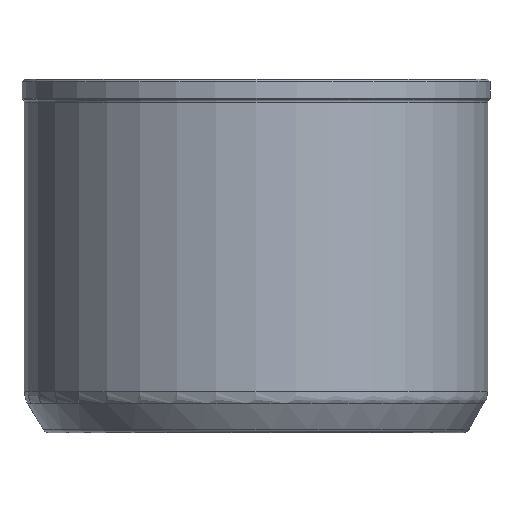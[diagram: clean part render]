
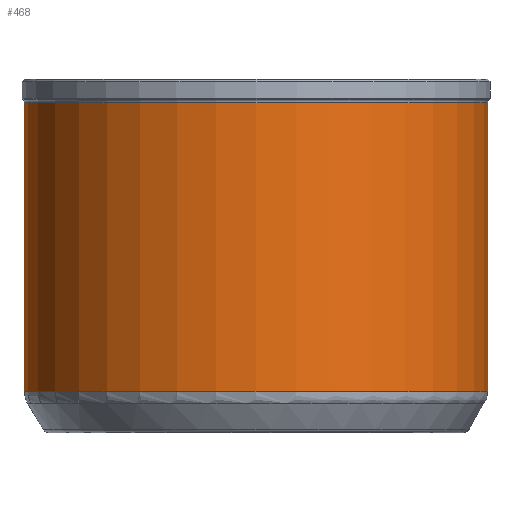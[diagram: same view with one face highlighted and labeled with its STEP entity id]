
A CAD part, front view. The second image highlights one B-rep face of the part: STEP entity #468.
In plain terms, the highlighted cylindrical face has radius 20 mm (diameter 40 mm), a full revolution.
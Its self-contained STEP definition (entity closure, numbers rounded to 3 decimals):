
#34=CYLINDRICAL_SURFACE('',#522,20.);
#66=ORIENTED_EDGE('',*,*,#140,.T.);
#67=ORIENTED_EDGE('',*,*,#141,.F.);
#140=EDGE_CURVE('',#178,#178,#210,.F.);
#141=EDGE_CURVE('',#179,#179,#211,.T.);
#178=VERTEX_POINT('',#750);
#179=VERTEX_POINT('',#752);
#210=CIRCLE('',#523,20.);
#211=CIRCLE('',#524,20.);
#244=EDGE_LOOP('',(#66));
#245=EDGE_LOOP('',(#67));
#302=FACE_BOUND('',#244,.T.);
#303=FACE_BOUND('',#245,.T.);
#468=ADVANCED_FACE('',(#302,#303),#34,.T.);
#522=AXIS2_PLACEMENT_3D('',#748,#615,#616);
#523=AXIS2_PLACEMENT_3D('',#749,#617,#618);
#524=AXIS2_PLACEMENT_3D('',#751,#619,#620);
#615=DIRECTION('',(0.,0.,1.));
#616=DIRECTION('',(1.,0.,0.));
#617=DIRECTION('',(0.,0.,-1.));
#618=DIRECTION('',(-1.,0.,0.));
#619=DIRECTION('',(0.,0.,1.));
#620=DIRECTION('',(1.,0.,0.));
#748=CARTESIAN_POINT('',(0.,0.,60.));
#749=CARTESIAN_POINT('',(0.,0.,3.536));
#750=CARTESIAN_POINT('',(-20.,0.,3.536));
#751=CARTESIAN_POINT('',(0.,0.,28.5));
#752=CARTESIAN_POINT('',(20.,0.,28.5));
